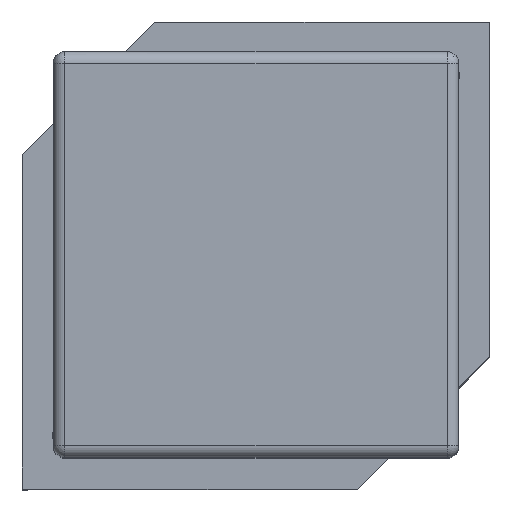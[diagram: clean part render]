
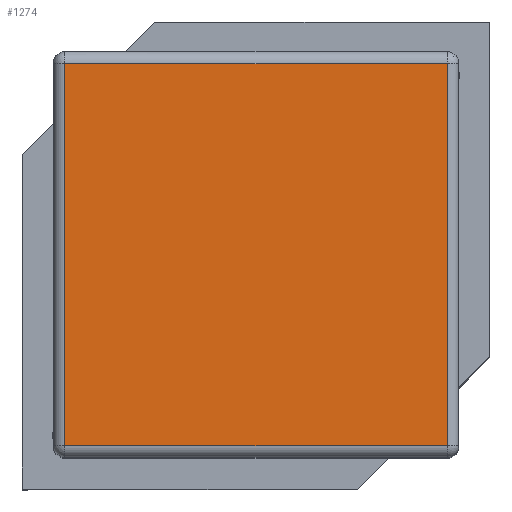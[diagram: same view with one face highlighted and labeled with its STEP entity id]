
A CAD part, top view. The second image highlights one B-rep face of the part: STEP entity #1274.
In plain terms, the highlighted planar face has unit normal (0, 0, 1).
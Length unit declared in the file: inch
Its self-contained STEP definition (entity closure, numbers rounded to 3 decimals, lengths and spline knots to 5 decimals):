
#933=CARTESIAN_POINT('',(0.15945,0.15945,0.88189));
#934=VERTEX_POINT('',#933);
#959=CARTESIAN_POINT('',(0.15945,-0.15945,0.88189));
#960=VERTEX_POINT('',#959);
#1003=CARTESIAN_POINT('',(-0.15945,0.15945,0.88189));
#1004=VERTEX_POINT('',#1003);
#1029=CARTESIAN_POINT('',(-0.15945,-0.15945,0.88189));
#1030=VERTEX_POINT('',#1029);
#1070=CARTESIAN_POINT('',(-0.15945,-0.15945,0.88189));
#1071=DIRECTION('',(0.0,1.0,0.0));
#1072=VECTOR('',#1071,0.3189);
#1073=LINE('',#1070,#1072);
#1074=EDGE_CURVE('',#1030,#1004,#1073,.T.);
#1114=CARTESIAN_POINT('',(0.15945,-0.15945,0.88189));
#1115=DIRECTION('',(-1.0,0.0,0.0));
#1116=VECTOR('',#1115,0.3189);
#1117=LINE('',#1114,#1116);
#1118=EDGE_CURVE('',#960,#1030,#1117,.T.);
#1158=CARTESIAN_POINT('',(-0.15945,0.15945,0.88189));
#1159=DIRECTION('',(1.0,0.0,0.0));
#1160=VECTOR('',#1159,0.3189);
#1161=LINE('',#1158,#1160);
#1162=EDGE_CURVE('',#1004,#934,#1161,.T.);
#1202=CARTESIAN_POINT('',(0.15945,0.15945,0.88189));
#1203=DIRECTION('',(0.0,-1.0,0.0));
#1204=VECTOR('',#1203,0.3189);
#1205=LINE('',#1202,#1204);
#1206=EDGE_CURVE('',#934,#960,#1205,.T.);
#1263=CARTESIAN_POINT('',(-0.17539,-0.17539,0.88189));
#1264=DIRECTION('',(0.0,0.0,1.0));
#1265=DIRECTION('',(1.0,0.0,0.0));
#1266=AXIS2_PLACEMENT_3D('',#1263,#1264,#1265);
#1267=PLANE('',#1266);
#1268=ORIENTED_EDGE('',*,*,#1074,.F.);
#1269=ORIENTED_EDGE('',*,*,#1118,.F.);
#1270=ORIENTED_EDGE('',*,*,#1206,.F.);
#1271=ORIENTED_EDGE('',*,*,#1162,.F.);
#1272=EDGE_LOOP('',(#1268,#1269,#1270,#1271));
#1273=FACE_OUTER_BOUND('',#1272,.T.);
#1274=ADVANCED_FACE('',(#1273),#1267,.T.);
